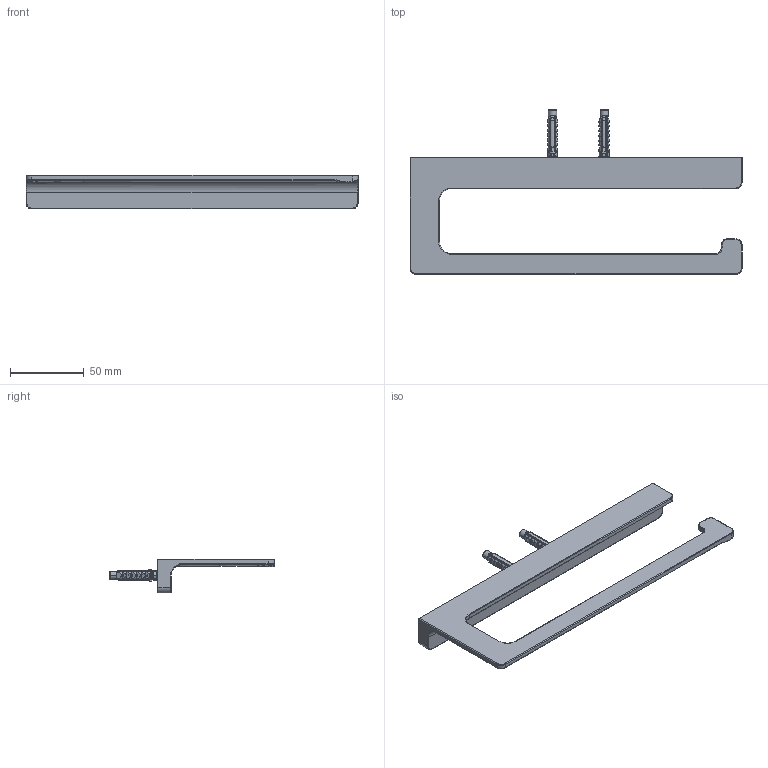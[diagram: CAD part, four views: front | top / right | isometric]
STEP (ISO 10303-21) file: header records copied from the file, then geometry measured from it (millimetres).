
FILE_DESCRIPTION((''),'2;1');
FILE_NAME('67004_ASM','2021-05-12T17:29:12',('Administrator'),(''),'CREO PARAMETRIC BY PTC INC, 2018100','CREO PARAMETRIC BY PTC INC, 2018100','');
FILE_SCHEMA(('CONFIG_CONTROL_DESIGN'));
Length unit declared in the file: millimetre
Products named in the file (7): 675400; PJ15021; M5X6NJ; YCG4X30_1_1; SJ-PJ-06_1_1; 44433_ASM_1_ASM; 67004_ASM
Assembly tree (8 placements, depth 3):
  67004_ASM
    675400
    PJ15021
    M5X6NJ  x2
    44433_ASM_1_ASM  x2
      YCG4X30_1_1
      SJ-PJ-06_1_1
Bounding box: 225 x 111.61 x 23 mm (x, y, z)
Volume: 53535.3 mm3; surface area: 41583.5 mm2
Topology: 8 solids, 12 shells, 754 faces, 2155 edges, 1418 vertices
Faces by surface type: plane 301, cylinder 213, bspline 110, torus 70, cone 48, extrusion 6, sphere 6
Entity records: 24511 total; most frequent: CARTESIAN_POINT 12627, ORIENTED_EDGE 2640, DIRECTION 2227, EDGE_CURVE 1326, VERTEX_POINT 862, AXIS2_PLACEMENT_3D 833, VECTOR 561, LINE 557
